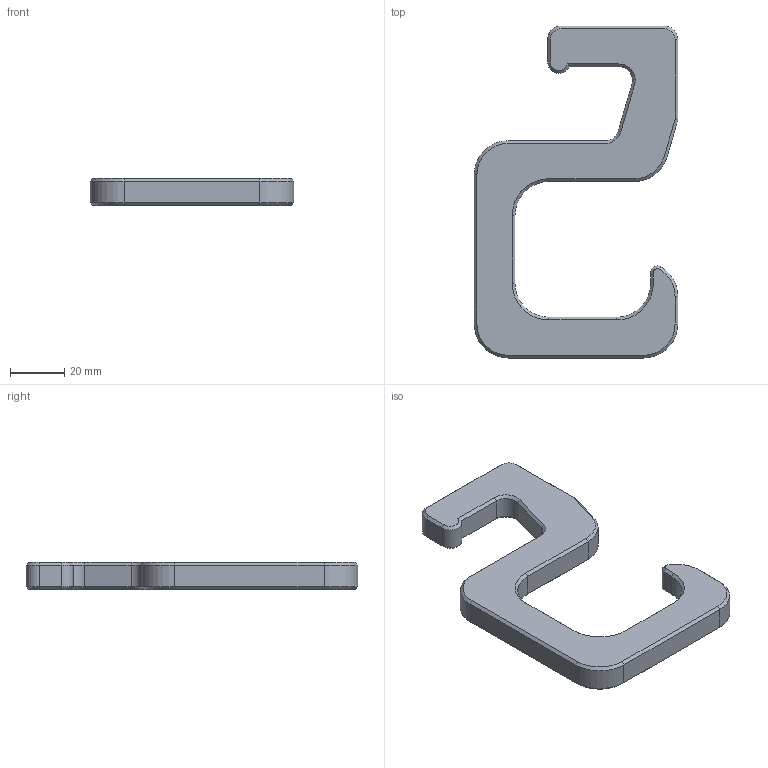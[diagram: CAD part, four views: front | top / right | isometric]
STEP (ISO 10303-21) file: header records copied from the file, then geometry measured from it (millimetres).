
FILE_DESCRIPTION(/* description */ (''),/* implementation_level */ '2;1');
FILE_NAME(/* name */ 'Craftsman Eaves Hook v1.step',/* time_stamp */ '2025-06-02T13:22:04-07:00',/* author */ (''),/* organization */ (''),/* preprocessor_version */ 'ST-DEVELOPER v20.1',/* originating_system */ 'Autodesk Translation Framework v14.4.0.0',/* authorisation */ '');
FILE_SCHEMA (('AUTOMOTIVE_DESIGN { 1 0 10303 214 3 1 1 }'));
Length unit declared in the file: millimetre
Products named in the file (1): Craftsman Eaves Hook
Bounding box: 75 x 122.3 x 10 mm (x, y, z)
Volume: 42719.6 mm3; surface area: 13577.3 mm2
Topology: 1 solids, 1 shells, 86 faces, 196 edges, 112 vertices
Faces by surface type: plane 44, cone 28, cylinder 14
Entity records: 2383 total; most frequent: DIRECTION 424, CARTESIAN_POINT 401, ORIENTED_EDGE 392, EDGE_CURVE 196, AXIS2_PLACEMENT_3D 143, LINE 138, VECTOR 138, VERTEX_POINT 112
